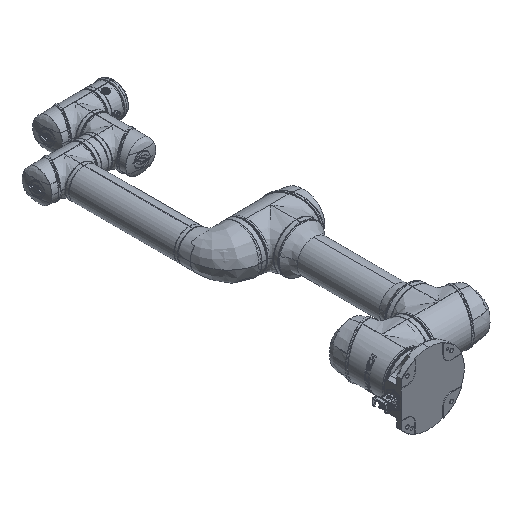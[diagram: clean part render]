
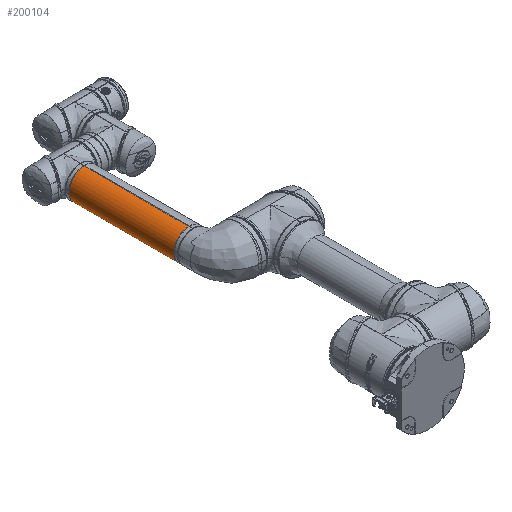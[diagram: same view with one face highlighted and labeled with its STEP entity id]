
A CAD part, isometric view. The second image highlights one B-rep face of the part: STEP entity #200104.
In plain terms, the highlighted cylindrical face has radius 39 mm (diameter 78 mm), a partial arc.
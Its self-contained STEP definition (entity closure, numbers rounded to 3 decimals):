
#1435 = VERTEX_POINT ( 'NONE', #89984 ) ;
#2275 = VERTEX_POINT ( 'NONE', #133837 ) ;
#7247 = DIRECTION ( 'NONE',  ( 0., 0., -1. ) ) ;
#19294 = EDGE_CURVE ( 'NONE', #160448, #2275, #228069, .T. ) ;
#28047 = LINE ( 'NONE', #47343, #39555 ) ;
#28752 = FACE_OUTER_BOUND ( 'NONE', #207648, .T. ) ;
#34753 = ORIENTED_EDGE ( 'NONE', *, *, #19294, .T. ) ;
#39555 = VECTOR ( 'NONE', #64315, 1000. ) ;
#47343 = CARTESIAN_POINT ( 'NONE',  ( 13.5, 606.697, -39. ) ) ;
#51930 = EDGE_CURVE ( 'NONE', #1435, #198850, #75238, .T. ) ;
#62807 = CARTESIAN_POINT ( 'NONE',  ( 13.5, 887.5, 39. ) ) ;
#63420 = CYLINDRICAL_SURFACE ( 'NONE', #193143, 39. ) ;
#64315 = DIRECTION ( 'NONE',  ( 0., -1., 0. ) ) ;
#75238 = CIRCLE ( 'NONE', #215573, 39. ) ;
#85254 = LINE ( 'NONE', #170200, #148486 ) ;
#89692 = CARTESIAN_POINT ( 'NONE',  ( 13.5, 606.697, 0. ) ) ;
#89984 = CARTESIAN_POINT ( 'NONE',  ( 13.5, 621.2, -39. ) ) ;
#98993 = CARTESIAN_POINT ( 'NONE',  ( 13.5, 887.5, 0. ) ) ;
#110696 = CARTESIAN_POINT ( 'NONE',  ( 13.5, 621.2, 0. ) ) ;
#117467 = DIRECTION ( 'NONE',  ( 0., -1., 0. ) ) ;
#129211 = DIRECTION ( 'NONE',  ( 0., 0., -1. ) ) ;
#133016 = DIRECTION ( 'NONE',  ( 0., 0., -1. ) ) ;
#133837 = CARTESIAN_POINT ( 'NONE',  ( 13.5, 887.5, -39. ) ) ;
#145158 = DIRECTION ( 'NONE',  ( 0., -1., 0. ) ) ;
#146931 = DIRECTION ( 'NONE',  ( 0., 1., 0. ) ) ;
#148486 = VECTOR ( 'NONE', #172595, 1000. ) ;
#160448 = VERTEX_POINT ( 'NONE', #62807 ) ;
#166995 = CARTESIAN_POINT ( 'NONE',  ( 13.5, 621.2, 39. ) ) ;
#170200 = CARTESIAN_POINT ( 'NONE',  ( 13.5, 606.697, 39. ) ) ;
#172595 = DIRECTION ( 'NONE',  ( 0., -1., 0. ) ) ;
#181573 = EDGE_CURVE ( 'NONE', #2275, #1435, #28047, .T. ) ;
#184269 = EDGE_CURVE ( 'NONE', #160448, #198850, #85254, .T. ) ;
#193143 = AXIS2_PLACEMENT_3D ( 'NONE', #89692, #145158, #133016 ) ;
#195047 = AXIS2_PLACEMENT_3D ( 'NONE', #98993, #117467, #7247 ) ;
#198850 = VERTEX_POINT ( 'NONE', #166995 ) ;
#200104 = ADVANCED_FACE ( 'NONE', ( #28752 ), #63420, .T. ) ;
#200271 = ORIENTED_EDGE ( 'NONE', *, *, #181573, .T. ) ;
#203450 = ORIENTED_EDGE ( 'NONE', *, *, #184269, .F. ) ;
#207648 = EDGE_LOOP ( 'NONE', ( #203450, #34753, #200271, #225667 ) ) ;
#215573 = AXIS2_PLACEMENT_3D ( 'NONE', #110696, #146931, #129211 ) ;
#225667 = ORIENTED_EDGE ( 'NONE', *, *, #51930, .T. ) ;
#228069 = CIRCLE ( 'NONE', #195047, 39. ) ;
